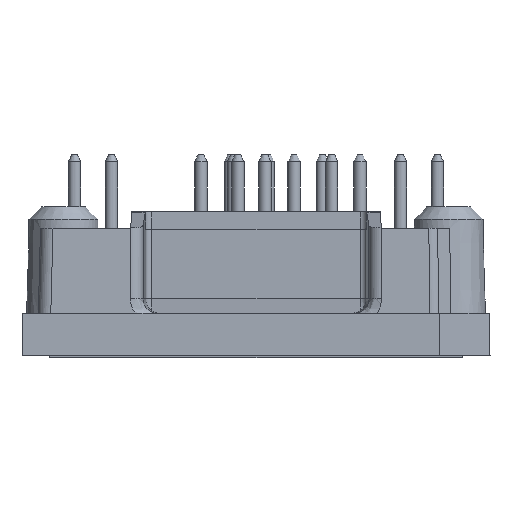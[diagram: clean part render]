
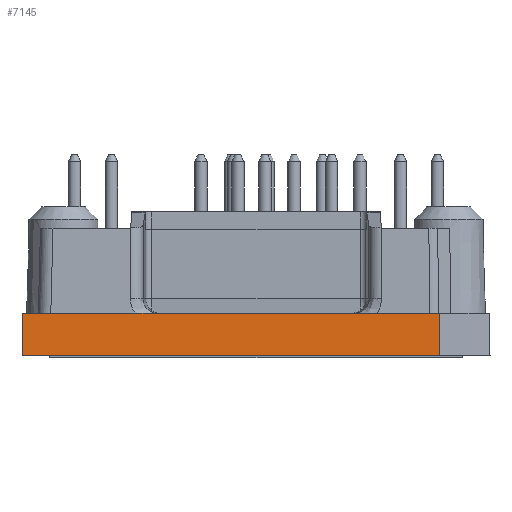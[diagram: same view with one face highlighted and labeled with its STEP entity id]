
A CAD part, left-side view. The second image highlights one B-rep face of the part: STEP entity #7145.
In plain terms, the highlighted planar face has unit normal (-1, 0, 0.018).
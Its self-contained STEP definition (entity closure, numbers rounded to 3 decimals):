
#196=LINE('',#9927,#508);
#241=LINE('',#10058,#553);
#242=LINE('',#10060,#554);
#243=LINE('',#10062,#555);
#508=VECTOR('',#8333,1000.);
#553=VECTOR('',#8462,1000.);
#554=VECTOR('',#8465,1000.);
#555=VECTOR('',#8466,1000.);
#1217=ORIENTED_EDGE('',*,*,#2333,.T.);
#1218=ORIENTED_EDGE('',*,*,#2334,.F.);
#1219=ORIENTED_EDGE('',*,*,#2335,.T.);
#1220=ORIENTED_EDGE('',*,*,#2268,.T.);
#2268=EDGE_CURVE('',#2857,#2861,#196,.F.);
#2333=EDGE_CURVE('',#2861,#2905,#241,.F.);
#2334=EDGE_CURVE('',#2906,#2905,#242,.F.);
#2335=EDGE_CURVE('',#2906,#2857,#243,.T.);
#2857=VERTEX_POINT('',#9918);
#2861=VERTEX_POINT('',#9926);
#2905=VERTEX_POINT('',#10057);
#2906=VERTEX_POINT('',#10061);
#3553=EDGE_LOOP('',(#1217,#1218,#1219,#1220));
#4085=FACE_BOUND('',#3553,.T.);
#4565=PLANE('',#7550);
#7145=ADVANCED_FACE('',(#4085),#4565,.T.);
#7550=AXIS2_PLACEMENT_3D('',#10059,#8463,#8464);
#8333=DIRECTION('',(0.,1.,0.));
#8462=DIRECTION('',(-0.017,-0.007,-1.));
#8463=DIRECTION('',(-1.,0.,0.017));
#8464=DIRECTION('',(0.017,0.,1.));
#8465=DIRECTION('',(0.,1.,0.));
#8466=DIRECTION('',(-0.017,0.017,-1.));
#9918=CARTESIAN_POINT('',(-41.,18.7,0.));
#9926=CARTESIAN_POINT('',(-41.,-14.7,0.));
#9927=CARTESIAN_POINT('',(-41.,0.,0.));
#10057=CARTESIAN_POINT('',(-40.941,-14.675,3.4));
#10058=CARTESIAN_POINT('',(-40.998,-14.699,0.134));
#10059=CARTESIAN_POINT('',(-41.,0.,0.));
#10060=CARTESIAN_POINT('',(-40.941,0.,3.4));
#10061=CARTESIAN_POINT('',(-40.941,18.641,3.4));
#10062=CARTESIAN_POINT('',(-40.994,18.694,0.326));
